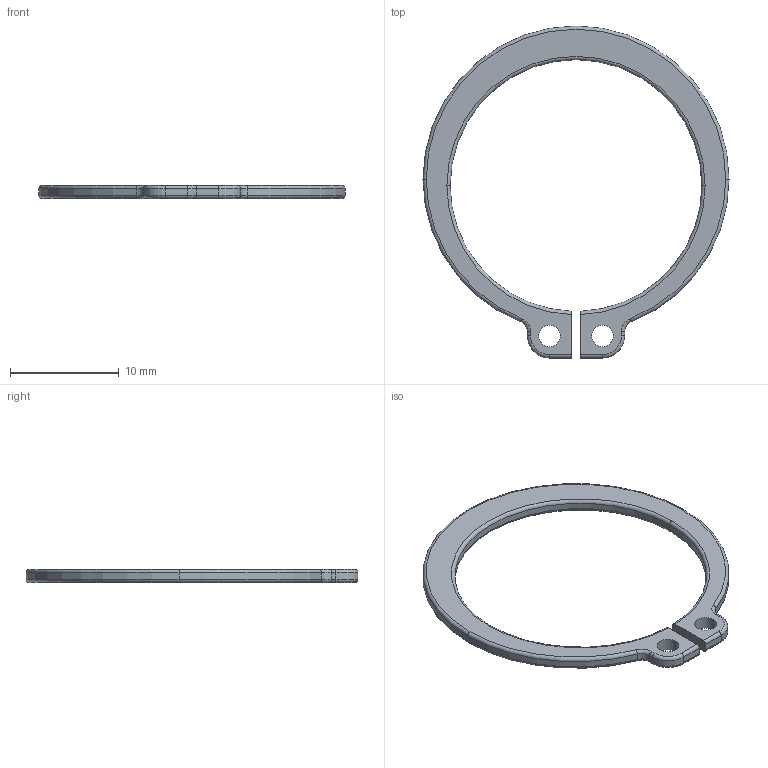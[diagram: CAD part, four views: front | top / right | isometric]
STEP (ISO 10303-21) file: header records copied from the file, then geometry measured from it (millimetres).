
FILE_DESCRIPTION (( 'STEP AP214' ), '1' );
FILE_NAME ('WA703-25.STEP', '2017-05-10T05:08:10', ( 'chena1' ), ( '' ), 'SwSTEP 2.0', 'SolidWorks 2014', '' );
FILE_SCHEMA (( 'AUTOMOTIVE_DESIGN' ));
Length unit declared in the file: millimetre
Products named in the file (1): WA703-25
Bounding box: 28.2 x 30.59 x 1.2 mm (x, y, z)
Volume: 250.5 mm3; surface area: 607.6 mm2
Topology: 1 solids, 1 shells, 50 faces, 120 edges, 72 vertices
Faces by surface type: cylinder 22, torus 20, plane 8
Entity records: 1522 total; most frequent: DIRECTION 294, CARTESIAN_POINT 263, ORIENTED_EDGE 240, AXIS2_PLACEMENT_3D 127, EDGE_CURVE 120, CIRCLE 76, VERTEX_POINT 72, EDGE_LOOP 54
